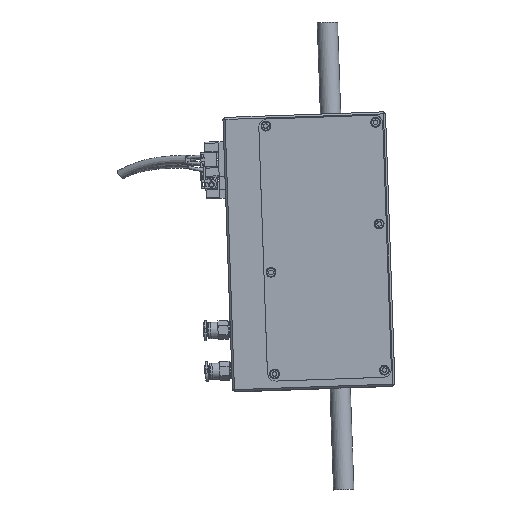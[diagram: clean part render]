
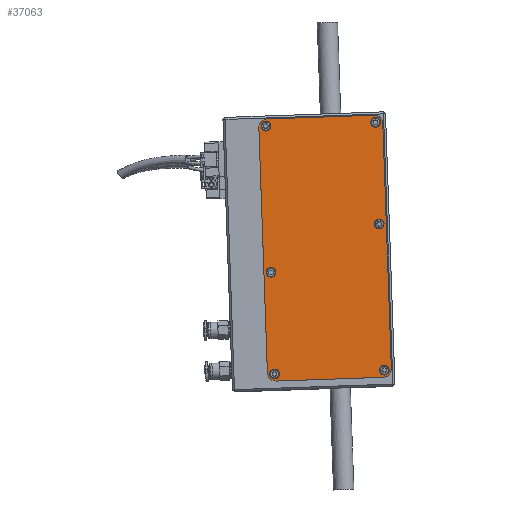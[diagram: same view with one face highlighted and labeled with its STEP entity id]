
A CAD part, top view. The second image highlights one B-rep face of the part: STEP entity #37063.
In plain terms, the highlighted planar face has unit normal (0, 0, 1).
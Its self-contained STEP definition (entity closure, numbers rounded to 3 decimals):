
#2079=FACE_BOUND('',#7426,.T.);
#2080=FACE_BOUND('',#7427,.T.);
#2081=FACE_BOUND('',#7428,.T.);
#2082=FACE_BOUND('',#7429,.T.);
#2083=FACE_BOUND('',#7430,.T.);
#2084=FACE_BOUND('',#7431,.T.);
#2852=CIRCLE('',#39890,4.25);
#2862=CIRCLE('',#39903,4.25);
#2863=CIRCLE('',#39906,4.25);
#2864=CIRCLE('',#39908,4.25);
#2867=CIRCLE('',#39915,2.4);
#2870=CIRCLE('',#39921,2.4);
#2873=CIRCLE('',#39927,2.4);
#2876=CIRCLE('',#39933,2.4);
#2879=CIRCLE('',#39939,2.4);
#2882=CIRCLE('',#39945,2.4);
#5130=FACE_OUTER_BOUND('',#7425,.T.);
#7425=EDGE_LOOP('',(#31793,#31794,#31795,#31796,#31797,#31798,#31799,#31800));
#7426=EDGE_LOOP('',(#31801));
#7427=EDGE_LOOP('',(#31802));
#7428=EDGE_LOOP('',(#31803));
#7429=EDGE_LOOP('',(#31804));
#7430=EDGE_LOOP('',(#31805));
#7431=EDGE_LOOP('',(#31806));
#10764=LINE('',#69151,#14464);
#10770=LINE('',#69184,#14470);
#10774=LINE('',#69195,#14474);
#10775=LINE('',#69197,#14475);
#14464=VECTOR('',#47761,10.);
#14470=VECTOR('',#47793,10.);
#14474=VECTOR('',#47807,10.);
#14475=VECTOR('',#47810,10.);
#17906=VERTEX_POINT('',#69141);
#17907=VERTEX_POINT('',#69143);
#17909=VERTEX_POINT('',#69149);
#17921=VERTEX_POINT('',#69177);
#17922=VERTEX_POINT('',#69179);
#17923=VERTEX_POINT('',#69183);
#17924=VERTEX_POINT('',#69187);
#17925=VERTEX_POINT('',#69191);
#17928=VERTEX_POINT('',#69204);
#17931=VERTEX_POINT('',#69215);
#17934=VERTEX_POINT('',#69226);
#17937=VERTEX_POINT('',#69237);
#17940=VERTEX_POINT('',#69248);
#17943=VERTEX_POINT('',#69259);
#22634=EDGE_CURVE('',#17906,#17907,#2852,.T.);
#22638=EDGE_CURVE('',#17909,#17906,#10764,.T.);
#22652=EDGE_CURVE('',#17921,#17922,#2862,.T.);
#22654=EDGE_CURVE('',#17922,#17923,#10770,.T.);
#22656=EDGE_CURVE('',#17923,#17924,#2863,.T.);
#22658=EDGE_CURVE('',#17925,#17909,#2864,.T.);
#22660=EDGE_CURVE('',#17907,#17921,#10774,.T.);
#22661=EDGE_CURVE('',#17924,#17925,#10775,.T.);
#22664=EDGE_CURVE('',#17928,#17928,#2867,.T.);
#22669=EDGE_CURVE('',#17931,#17931,#2870,.T.);
#22674=EDGE_CURVE('',#17934,#17934,#2873,.T.);
#22679=EDGE_CURVE('',#17937,#17937,#2876,.T.);
#22684=EDGE_CURVE('',#17940,#17940,#2879,.T.);
#22689=EDGE_CURVE('',#17943,#17943,#2882,.T.);
#31793=ORIENTED_EDGE('',*,*,#22634,.F.);
#31794=ORIENTED_EDGE('',*,*,#22638,.F.);
#31795=ORIENTED_EDGE('',*,*,#22658,.F.);
#31796=ORIENTED_EDGE('',*,*,#22661,.F.);
#31797=ORIENTED_EDGE('',*,*,#22656,.F.);
#31798=ORIENTED_EDGE('',*,*,#22654,.F.);
#31799=ORIENTED_EDGE('',*,*,#22652,.F.);
#31800=ORIENTED_EDGE('',*,*,#22660,.F.);
#31801=ORIENTED_EDGE('',*,*,#22664,.T.);
#31802=ORIENTED_EDGE('',*,*,#22669,.T.);
#31803=ORIENTED_EDGE('',*,*,#22674,.T.);
#31804=ORIENTED_EDGE('',*,*,#22679,.T.);
#31805=ORIENTED_EDGE('',*,*,#22684,.T.);
#31806=ORIENTED_EDGE('',*,*,#22689,.T.);
#35197=PLANE('',#39947);
#37063=ADVANCED_FACE('',(#5130,#2079,#2080,#2081,#2082,#2083,#2084),#35197,
 .T.);
#39890=AXIS2_PLACEMENT_3D('',#69144,#47754,#47755);
#39903=AXIS2_PLACEMENT_3D('',#69180,#47788,#47789);
#39906=AXIS2_PLACEMENT_3D('',#69188,#47797,#47798);
#39908=AXIS2_PLACEMENT_3D('',#69192,#47802,#47803);
#39915=AXIS2_PLACEMENT_3D('',#69205,#47819,#47820);
#39921=AXIS2_PLACEMENT_3D('',#69216,#47833,#47834);
#39927=AXIS2_PLACEMENT_3D('',#69227,#47847,#47848);
#39933=AXIS2_PLACEMENT_3D('',#69238,#47861,#47862);
#39939=AXIS2_PLACEMENT_3D('',#69249,#47875,#47876);
#39945=AXIS2_PLACEMENT_3D('',#69260,#47889,#47890);
#39947=AXIS2_PLACEMENT_3D('',#69264,#47895,#47896);
#47754=DIRECTION('center_axis',(0.,0.,
-1.));
#47755=DIRECTION('ref_axis',(-0.682,-0.731,0.));
#47761=DIRECTION('',(-0.999,-0.035,0.));
#47788=DIRECTION('center_axis',(0.,0.,
-1.));
#47789=DIRECTION('ref_axis',(-0.731,0.682,0.));
#47793=DIRECTION('',(0.999,0.035,0.));
#47797=DIRECTION('center_axis',(0.,0.,
-1.));
#47798=DIRECTION('ref_axis',(0.682,0.731,0.));
#47802=DIRECTION('center_axis',(0.,0.,
-1.));
#47803=DIRECTION('ref_axis',(0.731,-0.682,0.));
#47807=DIRECTION('',(-0.035,0.999,0.));
#47810=DIRECTION('',(0.035,-0.999,0.));
#47819=DIRECTION('center_axis',(0.,0.,
-1.));
#47820=DIRECTION('ref_axis',(1.,0.,0.));
#47833=DIRECTION('center_axis',(0.,0.,
-1.));
#47834=DIRECTION('ref_axis',(1.,0.,0.));
#47847=DIRECTION('center_axis',(0.,0.,
-1.));
#47848=DIRECTION('ref_axis',(1.,0.,0.));
#47861=DIRECTION('center_axis',(0.,0.,
-1.));
#47862=DIRECTION('ref_axis',(1.,0.,0.));
#47875=DIRECTION('center_axis',(0.,0.,
-1.));
#47876=DIRECTION('ref_axis',(1.,0.,0.));
#47889=DIRECTION('center_axis',(0.,0.,
-1.));
#47890=DIRECTION('ref_axis',(1.,0.,0.));
#47895=DIRECTION('center_axis',(0.,0.,
1.));
#47896=DIRECTION('ref_axis',(1.,0.,0.));
#69141=CARTESIAN_POINT('',(-92.41,-63.818,69.695));
#69143=CARTESIAN_POINT('',(-96.806,-59.719,69.695));
#69144=CARTESIAN_POINT('Origin',(-92.558,-59.571,69.695));
#69149=CARTESIAN_POINT('',(-39.942,-61.986,69.695));
#69151=CARTESIAN_POINT('',(-39.692,-61.977,69.695));
#69177=CARTESIAN_POINT('',(-101.011,60.708,69.695));
#69179=CARTESIAN_POINT('',(-96.912,65.103,69.695));
#69180=CARTESIAN_POINT('Origin',(-96.764,60.856,69.695));
#69183=CARTESIAN_POINT('',(-44.444,66.936,69.695));
#69184=CARTESIAN_POINT('',(-97.162,65.095,69.695));
#69187=CARTESIAN_POINT('',(-40.048,62.837,69.695));
#69188=CARTESIAN_POINT('Origin',(-44.295,62.688,69.695));
#69191=CARTESIAN_POINT('',(-35.843,-57.59,69.695));
#69192=CARTESIAN_POINT('Origin',(-40.09,-57.738,69.695));
#69195=CARTESIAN_POINT('',(-96.797,-59.969,69.695));
#69197=CARTESIAN_POINT('',(-40.057,63.086,69.695));
#69204=CARTESIAN_POINT('',(-97.426,-10.377,69.695));
#69205=CARTESIAN_POINT('Origin',(-95.026,-10.377,69.695));
#69215=CARTESIAN_POINT('',(-45.972,63.464,69.695));
#69216=CARTESIAN_POINT('Origin',(-43.572,63.464,69.695));
#69226=CARTESIAN_POINT('',(-95.681,-60.346,69.695));
#69227=CARTESIAN_POINT('Origin',(-93.281,-60.346,69.695));
#69237=CARTESIAN_POINT('',(-41.714,-58.462,69.695));
#69238=CARTESIAN_POINT('Origin',(-39.314,-58.462,69.695));
#69248=CARTESIAN_POINT('',(-99.939,61.579,69.695));
#69249=CARTESIAN_POINT('Origin',(-97.539,61.579,69.695));
#69259=CARTESIAN_POINT('',(-44.227,13.494,69.695));
#69260=CARTESIAN_POINT('Origin',(-41.827,13.494,69.695));
#69264=CARTESIAN_POINT('Origin',(-68.427,1.559,69.695));
